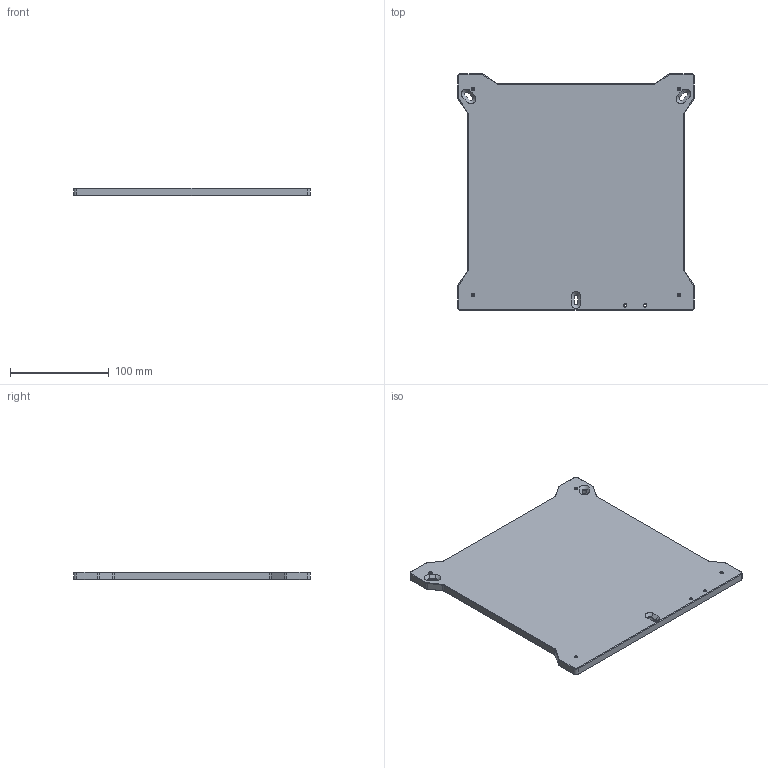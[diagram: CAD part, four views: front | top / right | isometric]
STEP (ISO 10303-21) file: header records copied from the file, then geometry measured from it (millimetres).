
FILE_DESCRIPTION(/* description */ ('开源3D打印机'),/* implementation_level */ '2;1');
FILE_NAME(/* name */ 'Leveling platform.stp',/* time_stamp */ '2021-09-30T03:37:04+08:00',/* author */ ('幸运的小涡轮'),/* organization */ (''),/* preprocessor_version */ 'ST-DEVELOPER v16',/* originating_system */ 'SIEMENS PLM Software NX 11.0',/* authorisation */ '');
FILE_SCHEMA (('AUTOMOTIVE_DESIGN { 1 0 10303 214 3 1 1 1 }'));
Bounding box: 240 x 240 x 8 mm (x, y, z)
Volume: 416589.5 mm3; surface area: 112765.4 mm2
Topology: 1 solids, 1 shells, 182 faces, 450 edges, 270 vertices
Faces by surface type: plane 78, cone 55, cylinder 37, bspline 12
Full cylindrical faces by diameter (mm): 10 x3
Entity records: 27550 total; most frequent: CRTPNT 23472, DRCTN 841, ORNEDG 820, EDGCRV 410, A2PL3D 314, VRTPNT 250, EDGLP 216, LINE 213
